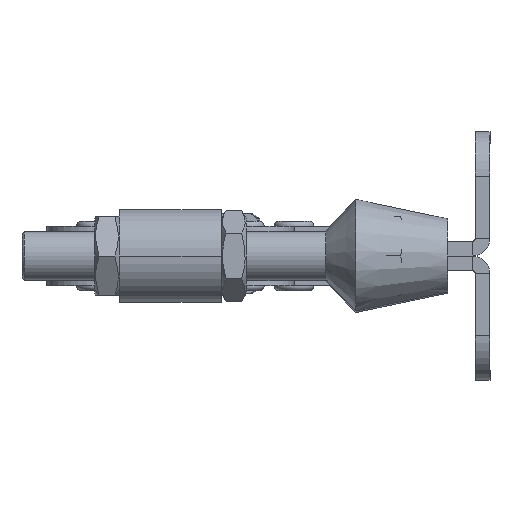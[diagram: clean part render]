
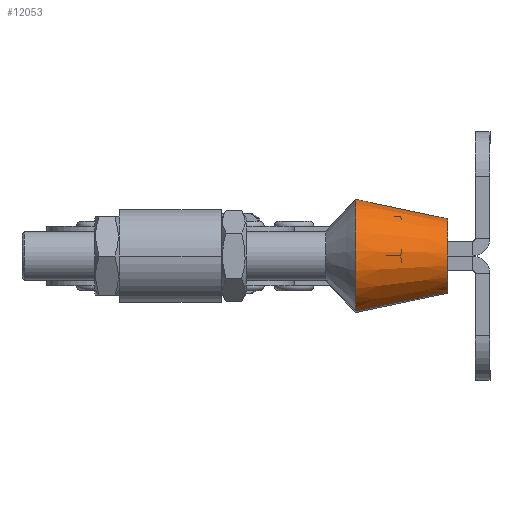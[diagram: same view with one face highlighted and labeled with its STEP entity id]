
A CAD part, left-side view. The second image highlights one B-rep face of the part: STEP entity #12053.
In plain terms, the highlighted conical face has half-angle 12 degrees and reference radius 7.5 mm.
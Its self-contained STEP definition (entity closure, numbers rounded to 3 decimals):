
#2195 = EDGE_CURVE ( 'NONE', #14959, #14903, #22854, .T. ) ;
#2231 = EDGE_CURVE ( 'NONE', #14569, #14988, #22905, .T. ) ;
#3733 = DIRECTION ( 'NONE',  ( 0., 0., 1. ) ) ;
#3738 = DIRECTION ( 'NONE',  ( 0., 1., 0. ) ) ;
#3740 = CARTESIAN_POINT ( 'NONE',  ( 0., 0., 0. ) ) ;
#5814 = CARTESIAN_POINT ( 'NONE',  ( 0., 0., -7.5 ) ) ;
#5843 = CARTESIAN_POINT ( 'NONE',  ( 0., 18.501, 11.433 ) ) ;
#6117 = CARTESIAN_POINT ( 'NONE',  ( 0., 0., 0. ) ) ;
#6118 = DIRECTION ( 'NONE',  ( 0., -1., 0. ) ) ;
#6119 = DIRECTION ( 'NONE',  ( 0., 0., -1. ) ) ;
#8519 = CARTESIAN_POINT ( 'NONE',  ( 0., 18.501, 0. ) ) ;
#8520 = DIRECTION ( 'NONE',  ( 0., -1., 0. ) ) ;
#8521 = DIRECTION ( 'NONE',  ( 0., 0., -1. ) ) ;
#9805 = CARTESIAN_POINT ( 'NONE',  ( 0., 0., 7.5 ) ) ;
#10139 = CARTESIAN_POINT ( 'NONE',  ( 0., 18.501, -11.433 ) ) ;
#10195 = AXIS2_PLACEMENT_3D ( 'NONE', #6117, #6118, #6119 ) ;
#10780 = FACE_OUTER_BOUND ( 'NONE', #15230, .T. ) ;
#10786 = CONICAL_SURFACE ( 'NONE', #15831, 7.5, 0.209 ) ;
#11079 = CIRCLE ( 'NONE', #10195, 7.5 ) ;
#11360 = CIRCLE ( 'NONE', #15616, 11.433 ) ;
#12053 = ADVANCED_FACE ( 'NONE', ( #10780 ), #10786, .T. ) ;
#13249 = ORIENTED_EDGE ( 'NONE', *, *, #15806, .F. ) ;
#13250 = ORIENTED_EDGE ( 'NONE', *, *, #2195, .T. ) ;
#13251 = ORIENTED_EDGE ( 'NONE', *, *, #16025, .T. ) ;
#13252 = ORIENTED_EDGE ( 'NONE', *, *, #2231, .F. ) ;
#14569 = VERTEX_POINT ( 'NONE', #9805 ) ;
#14903 = VERTEX_POINT ( 'NONE', #10139 ) ;
#14959 = VERTEX_POINT ( 'NONE', #5814 ) ;
#14988 = VERTEX_POINT ( 'NONE', #5843 ) ;
#15230 = EDGE_LOOP ( 'NONE', ( #13249, #13250, #13251, #13252 ) ) ;
#15616 = AXIS2_PLACEMENT_3D ( 'NONE', #8519, #8520, #8521 ) ;
#15806 = EDGE_CURVE ( 'NONE', #14959, #14569, #11079, .T. ) ;
#15831 = AXIS2_PLACEMENT_3D ( 'NONE', #3740, #3738, #3733 ) ;
#16025 = EDGE_CURVE ( 'NONE', #14903, #14988, #11360, .T. ) ;
#20876 = DIRECTION ( 'NONE',  ( 0., 0.978, 0.208 ) ) ;
#20882 = CARTESIAN_POINT ( 'NONE',  ( 0., 0., 7.5 ) ) ;
#22854 = LINE ( 'NONE', #24637, #22856 ) ;
#22856 = VECTOR ( 'NONE', #24580, 1000. ) ;
#22905 = LINE ( 'NONE', #20882, #22910 ) ;
#22910 = VECTOR ( 'NONE', #20876, 1000. ) ;
#24580 = DIRECTION ( 'NONE',  ( 0., 0.978, -0.208 ) ) ;
#24637 = CARTESIAN_POINT ( 'NONE',  ( 0., 0., -7.5 ) ) ;
